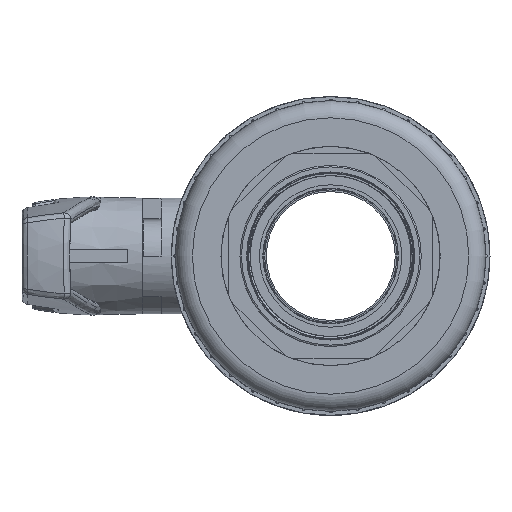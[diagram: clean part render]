
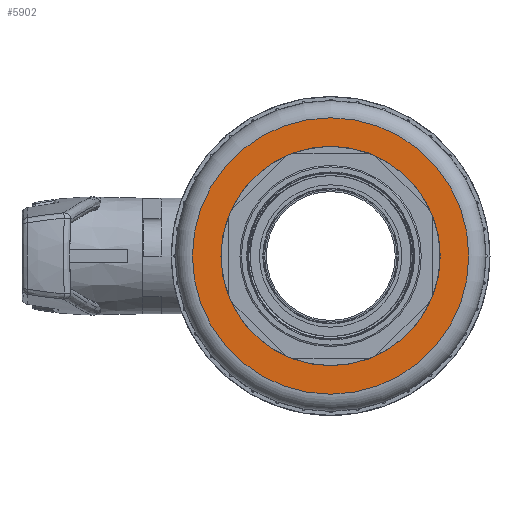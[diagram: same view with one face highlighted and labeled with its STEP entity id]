
A CAD part, left-side view. The second image highlights one B-rep face of the part: STEP entity #5902.
In plain terms, the highlighted planar face has unit normal (-1, 0, 0).
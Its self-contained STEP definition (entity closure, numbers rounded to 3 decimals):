
#5902=ADVANCED_FACE('',(#7004,#7005),#6539,.F.);
#6539=PLANE('',#20423);
#7004=FACE_BOUND('',#8124,.T.);
#7005=FACE_BOUND('',#8125,.T.);
#8124=EDGE_LOOP('',(#12904));
#8125=EDGE_LOOP('',(#12905));
#12904=ORIENTED_EDGE('',*,*,#17895,.T.);
#12905=ORIENTED_EDGE('',*,*,#17896,.T.);
#15330=VERTEX_POINT('',#56895);
#15331=VERTEX_POINT('',#56897);
#17895=EDGE_CURVE('',#15330,#15330,#18898,.T.);
#17896=EDGE_CURVE('',#15331,#15331,#18899,.T.);
#18898=CIRCLE('',#20421,94.54);
#18899=CIRCLE('',#20422,75.);
#20421=AXIS2_PLACEMENT_3D('',#56894,#24759,#24760);
#20422=AXIS2_PLACEMENT_3D('',#56896,#24761,#24762);
#20423=AXIS2_PLACEMENT_3D('',#56898,#24763,#24764);
#24759=DIRECTION('',(-1.,0.,0.));
#24760=DIRECTION('',(0.,1.,0.));
#24761=DIRECTION('',(1.,0.,0.));
#24762=DIRECTION('',(0.,1.,0.));
#24763=DIRECTION('',(1.,0.,0.));
#24764=DIRECTION('',(0.,-1.,0.));
#56894=CARTESIAN_POINT('',(854.28,-1.25,0.));
#56895=CARTESIAN_POINT('',(854.28,93.29,0.));
#56896=CARTESIAN_POINT('',(854.28,-1.25,0.));
#56897=CARTESIAN_POINT('',(854.28,73.75,0.));
#56898=CARTESIAN_POINT('',(854.28,104.89,0.));
